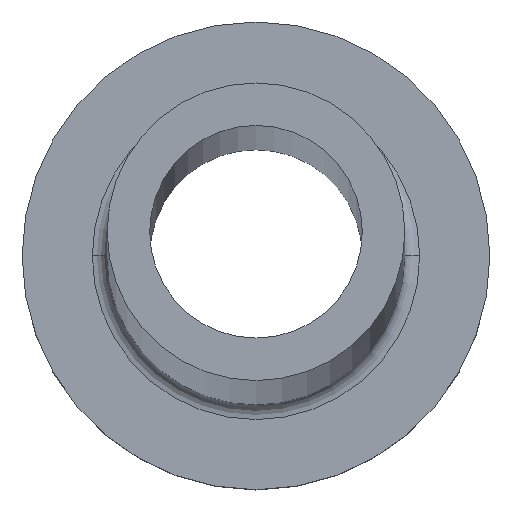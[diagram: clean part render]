
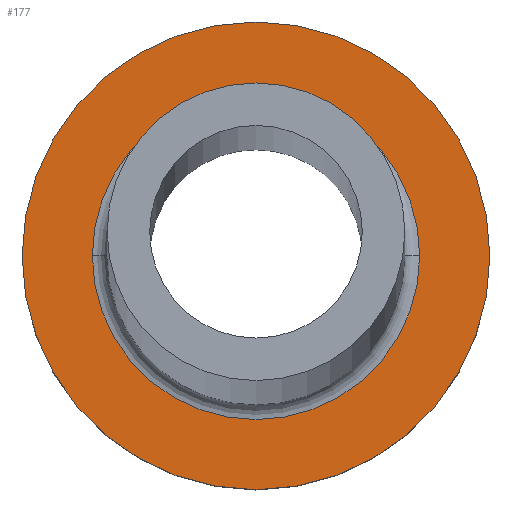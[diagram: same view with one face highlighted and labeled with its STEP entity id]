
A CAD part, top view. The second image highlights one B-rep face of the part: STEP entity #177.
In plain terms, the highlighted planar face has unit normal (0, 0, 1).
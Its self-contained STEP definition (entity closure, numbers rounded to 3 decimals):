
#2 = EDGE_CURVE ( 'NONE', #370, #374, #304, .T. ) ;
#6 = DIRECTION ( 'NONE',  ( 1., 0., 0. ) ) ;
#11 = AXIS2_PLACEMENT_3D ( 'NONE', #299, #234, #336 ) ;
#17 = AXIS2_PLACEMENT_3D ( 'NONE', #225, #78, #344 ) ;
#28 = DIRECTION ( 'NONE',  ( 1., 0., 0. ) ) ;
#49 = EDGE_CURVE ( 'NONE', #202, #266, #53, .T. ) ;
#53 = CIRCLE ( 'NONE', #116, 7.7 ) ;
#56 = EDGE_CURVE ( 'NONE', #374, #370, #334, .T. ) ;
#69 = EDGE_LOOP ( 'NONE', ( #209, #149 ) ) ;
#72 = ORIENTED_EDGE ( 'NONE', *, *, #264, .T. ) ;
#78 = DIRECTION ( 'NONE',  ( 0., 0., 1. ) ) ;
#103 = DIRECTION ( 'NONE',  ( 1., 0., 0. ) ) ;
#116 = AXIS2_PLACEMENT_3D ( 'NONE', #191, #277, #103 ) ;
#118 = FACE_OUTER_BOUND ( 'NONE', #69, .T. ) ;
#131 = ORIENTED_EDGE ( 'NONE', *, *, #49, .T. ) ;
#142 = CARTESIAN_POINT ( 'NONE',  ( 0., 0., 7. ) ) ;
#149 = ORIENTED_EDGE ( 'NONE', *, *, #56, .T. ) ;
#159 = EDGE_LOOP ( 'NONE', ( #131, #72 ) ) ;
#175 = PLANE ( 'NONE',  #224 ) ;
#177 = ADVANCED_FACE ( 'NONE', ( #318, #118 ), #175, .T. ) ;
#187 = DIRECTION ( 'NONE',  ( 0., 0., 1. ) ) ;
#191 = CARTESIAN_POINT ( 'NONE',  ( 0., 0., 7. ) ) ;
#198 = CARTESIAN_POINT ( 'NONE',  ( 7.7, 0., 7. ) ) ;
#202 = VERTEX_POINT ( 'NONE', #198 ) ;
#209 = ORIENTED_EDGE ( 'NONE', *, *, #2, .T. ) ;
#210 = CARTESIAN_POINT ( 'NONE',  ( 11., 0., 7. ) ) ;
#224 = AXIS2_PLACEMENT_3D ( 'NONE', #142, #293, #6 ) ;
#225 = CARTESIAN_POINT ( 'NONE',  ( 0., 0., 7. ) ) ;
#234 = DIRECTION ( 'NONE',  ( 0., 0., -1. ) ) ;
#256 = CIRCLE ( 'NONE', #11, 7.7 ) ;
#264 = EDGE_CURVE ( 'NONE', #266, #202, #256, .T. ) ;
#266 = VERTEX_POINT ( 'NONE', #358 ) ;
#271 = CARTESIAN_POINT ( 'NONE',  ( -11., 0., 7. ) ) ;
#277 = DIRECTION ( 'NONE',  ( 0., 0., -1. ) ) ;
#293 = DIRECTION ( 'NONE',  ( 0., 0., 1. ) ) ;
#299 = CARTESIAN_POINT ( 'NONE',  ( 0., 0., 7. ) ) ;
#304 = CIRCLE ( 'NONE', #352, 11. ) ;
#312 = CARTESIAN_POINT ( 'NONE',  ( 0., 0., 7. ) ) ;
#318 = FACE_BOUND ( 'NONE', #159, .T. ) ;
#334 = CIRCLE ( 'NONE', #17, 11. ) ;
#336 = DIRECTION ( 'NONE',  ( 1., 0., 0. ) ) ;
#344 = DIRECTION ( 'NONE',  ( 1., 0., 0. ) ) ;
#352 = AXIS2_PLACEMENT_3D ( 'NONE', #312, #187, #28 ) ;
#358 = CARTESIAN_POINT ( 'NONE',  ( -7.7, 0., 7. ) ) ;
#370 = VERTEX_POINT ( 'NONE', #271 ) ;
#374 = VERTEX_POINT ( 'NONE', #210 ) ;
